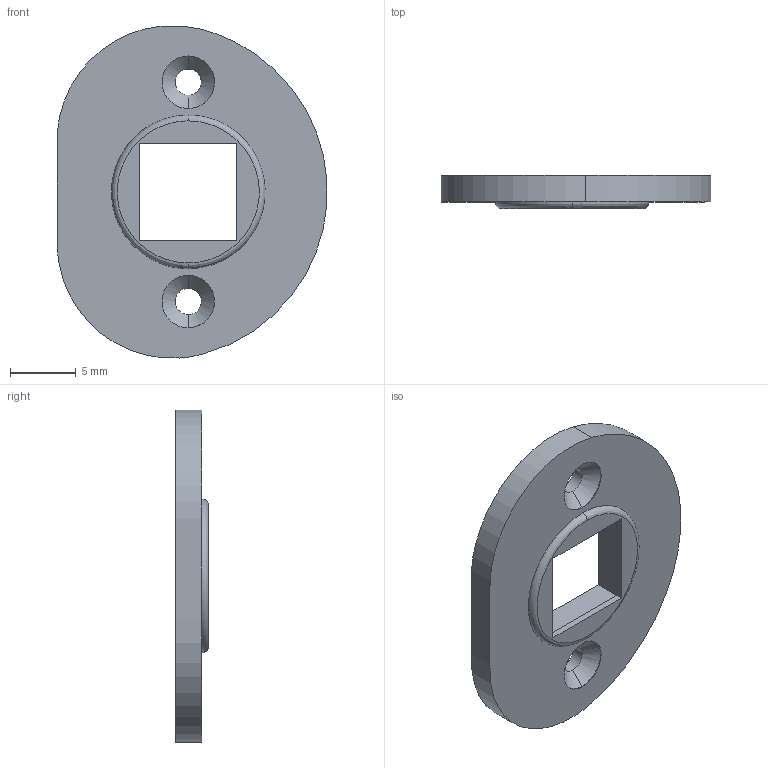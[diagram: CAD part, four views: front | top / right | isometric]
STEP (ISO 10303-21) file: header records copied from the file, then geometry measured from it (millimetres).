
FILE_DESCRIPTION(/* description */ (''),/* implementation_level */ '2;1');
FILE_NAME(/* name */ 'PM_1',/* time_stamp */ '2024-03-28T10:19:58+01:00',/* author */ (''),/* organization */ (''),/* preprocessor_version */ 'ST-DEVELOPER v16.5',/* originating_system */ 'Rhino 7.34',/* authorisation */ '');
FILE_SCHEMA (('CONFIG_CONTROL_DESIGN'));
Length unit declared in the file: millimetre
Products named in the file (1): Document
Bounding box: 20.57 x 2.5 x 25.3 mm (x, y, z)
Volume: 736.5 mm3; surface area: 1080.3 mm2
Topology: 2 solids, 2 shells, 28 faces, 68 edges, 44 vertices
Faces by surface type: plane 12, cylinder 9, bspline 7
Entity records: 1080 total; most frequent: CARTESIAN_POINT 541, ORIENTED_EDGE 136, EDGE_CURVE 68, VERTEX_POINT 44, EDGE_LOOP 36, B_SPLINE_CURVE_WITH_KNOTS 34, ADVANCED_FACE 28, FACE_OUTER_BOUND 28
